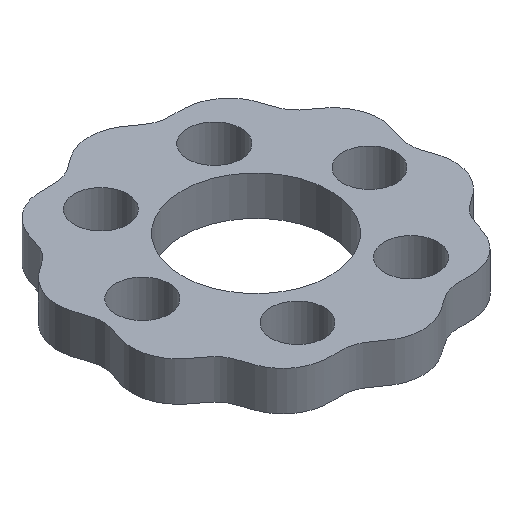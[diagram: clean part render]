
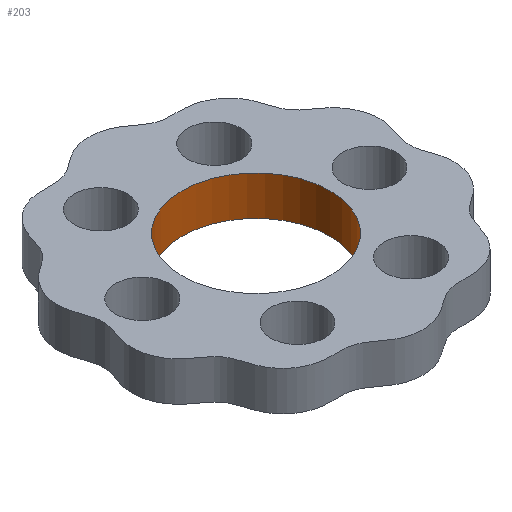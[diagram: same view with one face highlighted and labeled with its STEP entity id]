
A CAD part, isometric view. The second image highlights one B-rep face of the part: STEP entity #203.
In plain terms, the highlighted cylindrical face has radius 7.5 mm (diameter 15 mm), a full revolution.
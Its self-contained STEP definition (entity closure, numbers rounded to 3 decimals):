
#44=FACE_OUTER_BOUND('',#54,.T.);
#54=EDGE_LOOP('',(#166,#167,#168,#169));
#78=LINE('',#348,#86);
#86=VECTOR('',#296,7.5);
#100=CIRCLE('',#241,7.5);
#101=CIRCLE('',#242,7.5);
#114=VERTEX_POINT('',#345);
#115=VERTEX_POINT('',#347);
#136=EDGE_CURVE('',#114,#114,#100,.T.);
#137=EDGE_CURVE('',#114,#115,#78,.T.);
#138=EDGE_CURVE('',#115,#115,#101,.T.);
#166=ORIENTED_EDGE('',*,*,#136,.F.);
#167=ORIENTED_EDGE('',*,*,#137,.T.);
#168=ORIENTED_EDGE('',*,*,#138,.T.);
#169=ORIENTED_EDGE('',*,*,#137,.F.);
#196=CYLINDRICAL_SURFACE('',#240,7.5);
#203=ADVANCED_FACE('',(#44),#196,.F.);
#240=AXIS2_PLACEMENT_3D('',#344,#292,#293);
#241=AXIS2_PLACEMENT_3D('',#346,#294,#295);
#242=AXIS2_PLACEMENT_3D('',#349,#297,#298);
#292=DIRECTION('center_axis',(0.,0.,1.));
#293=DIRECTION('ref_axis',(1.,0.,0.));
#294=DIRECTION('center_axis',(0.,0.,-1.));
#295=DIRECTION('ref_axis',(1.,0.,0.));
#296=DIRECTION('',(0.,0.,-1.));
#297=DIRECTION('center_axis',(0.,0.,-1.));
#298=DIRECTION('ref_axis',(1.,0.,0.));
#344=CARTESIAN_POINT('Origin',(0.7,0.,0.));
#345=CARTESIAN_POINT('',(-6.8,0.,4.));
#346=CARTESIAN_POINT('Origin',(0.7,0.,4.));
#347=CARTESIAN_POINT('',(-6.8,0.,0.));
#348=CARTESIAN_POINT('',(-6.8,0.,0.));
#349=CARTESIAN_POINT('Origin',(0.7,0.,0.));
